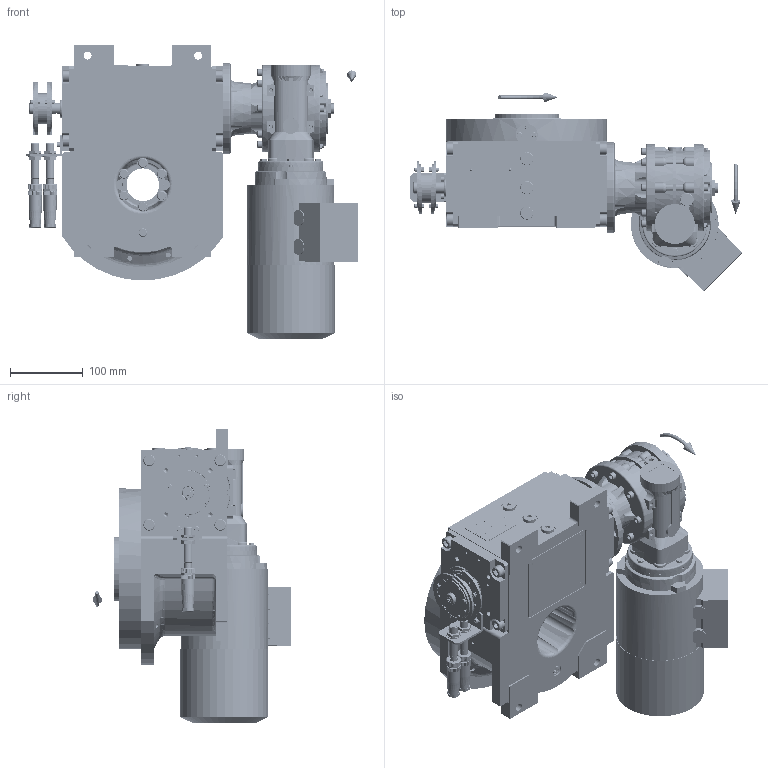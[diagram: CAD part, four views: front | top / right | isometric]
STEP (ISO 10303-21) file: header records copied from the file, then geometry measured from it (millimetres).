
FILE_DESCRIPTION (( 'STEP AP214' ), '1' );
FILE_NAME ('PC5102292.step', '2024-06-19T07:54:46', ( '' ), ( '' ), 'SwSTEP 2.0', 'SolidWorks 2020', '' );
FILE_SCHEMA (( 'AUTOMOTIVE_DESIGN' ));
Length unit declared in the file: millimetre
Products named in the file (91): cfn2128_04_004; 900_38_30_003; cfn2476_01_002_60x46; cfn2000_01_126; cfn2115_02_165; rig06_002_bl_001; rig06_071_08_m_asm.stp; cfn2000_01_103; cfn2000_01_124; 900_00_00_005; rig06_017; cfn2003_01_054; cfn2151_01_109; CFN2010_02_002.stp; AS_900_00_00_005; cfn2205_01_013; CFN2010_01_012.stp; cfn2000_01_161; AS_rig06_071_8_m; cfn2107_01_001; rig06_005_n_01; BM63B14; cfn2070_05_005; cfn2055_01_002; cfn2115_01_005; CFN2000_01_185.stp; AS_rig06_004; cfn2128_19_002; RMI50_F1_LCB_SX_63B14; rig06_001_a; CFN2356_03_047.stp; freccia_angolare; rig06_004; AS_900_38_10_028; rig06_007_master; cfn2155_01_056; AS_cfn2476_01_002_60x46; rig06_016; cfn2276_01_074; AS_cfn2400_04_024 ...
Assembly tree (87 placements, depth 5):
  cfn2115_02_165
  cfn2151_01_109
  cfn2205_01_013
  CFN2010_01_012.stp
  CFN2356_03_047.stp
Bounding box: 457.63 x 274.13 x 405.99 mm (x, y, z)
Volume: 6120458.9 mm3; surface area: 1137905.7 mm2
Topology: 75 solids, 75 shells, 6108 faces, 15603 edges, 9904 vertices
Faces by surface type: plane 2749, cylinder 2109, cone 1033, torus 191, bspline 20, sphere 6
Entity records: 173277 total; most frequent: CARTESIAN_POINT 45481, DIRECTION 24938, ORIENTED_EDGE 24798, EDGE_CURVE 12399, AXIS2_PLACEMENT_3D 9178, VERTEX_POINT 7958, VECTOR 6582, LINE 6582
